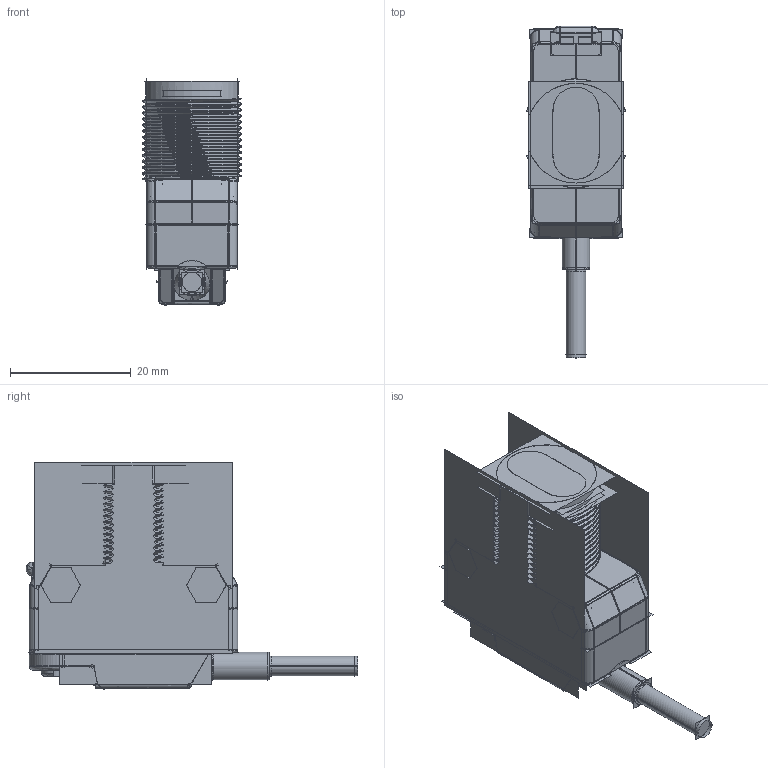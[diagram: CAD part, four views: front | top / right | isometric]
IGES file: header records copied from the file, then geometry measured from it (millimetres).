
Start section:  PTC IGES file: 139726_sm01.igs
Global section: file name: 139726_sm01.igs; native system: Creo Parametric by PTC Inc.; preprocessor: 2019292; author: PDMAdmin; organization: Unknown; date: 20221013.115347; units: millimetre
Bounding box: 16.46 x 54.92 x 37.72 mm (x, y, z)
Volume: 11765.9 mm3; surface area: 24820.8 mm2
Topology: 2 solids, 4 shells, 952 faces, 4674 edges, 5765 vertices
Faces by surface type: bspline 630, revolution 322
